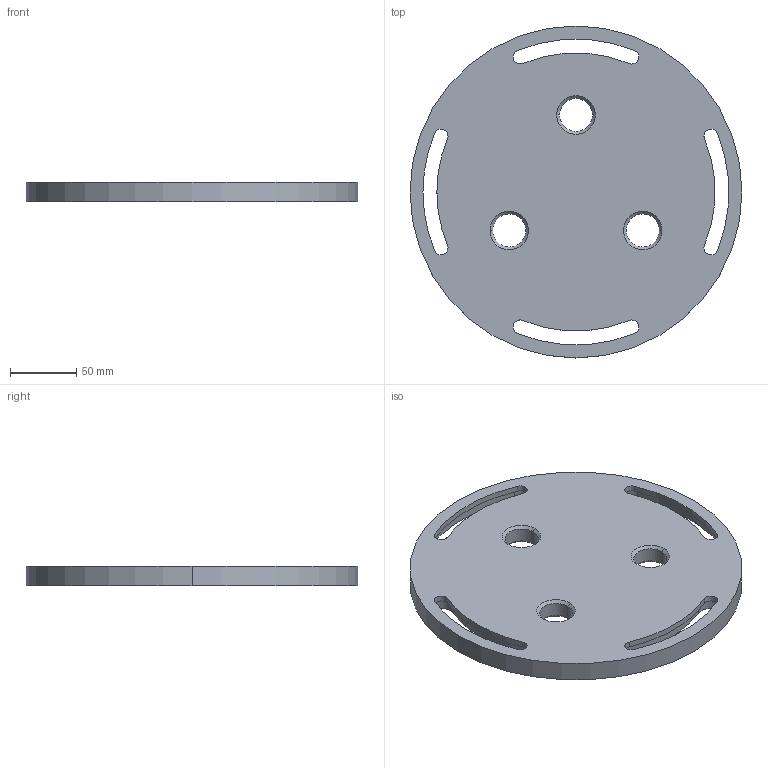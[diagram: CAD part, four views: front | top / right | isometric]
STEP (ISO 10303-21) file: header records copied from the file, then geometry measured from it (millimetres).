
FILE_DESCRIPTION (( 'STEP AP214' ), '1' );
FILE_NAME ('Platine 1.STEP', '2022-10-12T23:09:25', ( '' ), ( '' ), 'SwSTEP 2.0', 'SolidWorks 2022', '' );
FILE_SCHEMA (( 'AUTOMOTIVE_DESIGN' ));
Length unit declared in the file: millimetre
Products named in the file (1): Platine 1
Bounding box: 250 x 250 x 15 mm (x, y, z)
Volume: 607093.9 mm3; surface area: 115740.1 mm2
Topology: 1 solids, 1 shells, 70 faces, 180 edges, 116 vertices
Faces by surface type: cylinder 52, cone 12, plane 6
Entity records: 2246 total; most frequent: DIRECTION 438, CARTESIAN_POINT 367, ORIENTED_EDGE 360, AXIS2_PLACEMENT_3D 187, EDGE_CURVE 180, CIRCLE 116, VERTEX_POINT 116, EDGE_LOOP 88
